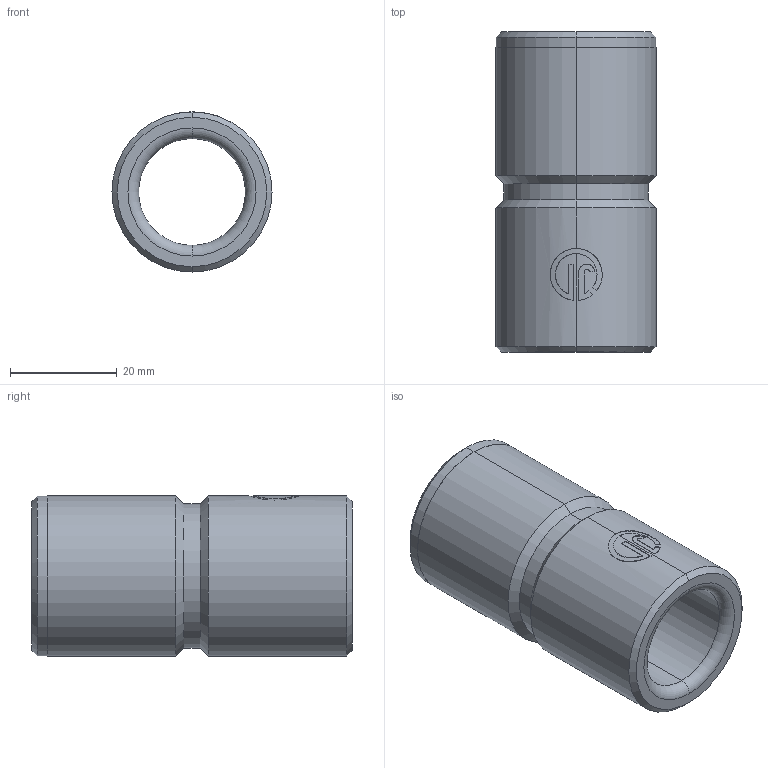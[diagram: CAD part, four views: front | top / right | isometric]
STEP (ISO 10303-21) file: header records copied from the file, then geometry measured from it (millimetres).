
FILE_DESCRIPTION (( 'STEP AP214' ), '1' );
FILE_NAME ('HBB-d20-L60.step', '2021-10-27T09:24:26', ( 'User' ), ( 'china' ), 'SwSTEP 2.0', 'SolidWorks 2016', '' );
FILE_SCHEMA (( 'AUTOMOTIVE_DESIGN' ));
Length unit declared in the file: millimetre
Products named in the file (1): HBB-d20-L60
Bounding box: 30 x 60 x 30 mm (x, y, z)
Volume: 22143.8 mm3; surface area: 10165.5 mm2
Topology: 1 solids, 1 shells, 48 faces, 115 edges, 72 vertices
Faces by surface type: cylinder 24, plane 12, cone 10, torus 2
Entity records: 1701 total; most frequent: CARTESIAN_POINT 568, ORIENTED_EDGE 230, DIRECTION 227, EDGE_CURVE 115, AXIS2_PLACEMENT_3D 89, VERTEX_POINT 72, EDGE_LOOP 53, VECTOR 49
